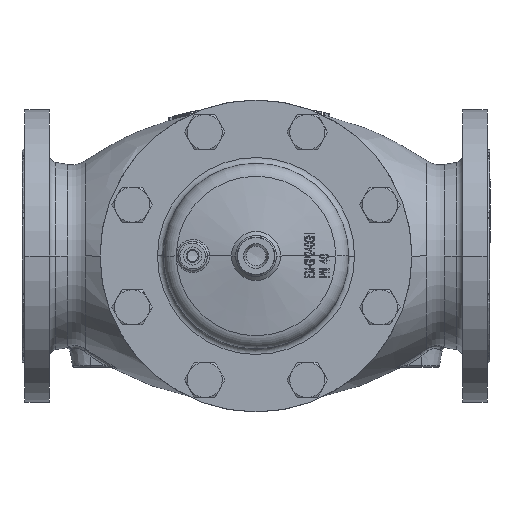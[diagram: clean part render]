
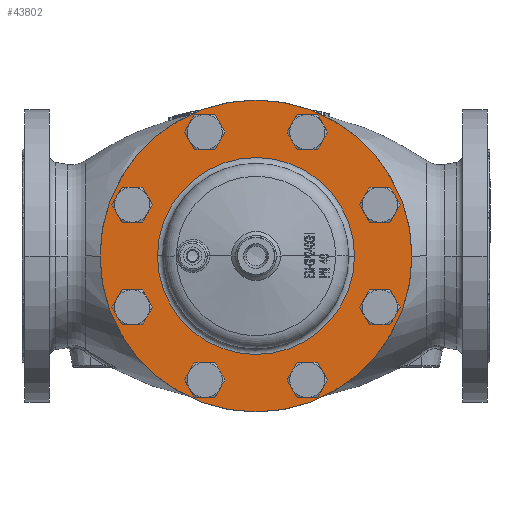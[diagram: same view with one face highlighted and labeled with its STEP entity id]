
A CAD part, front view. The second image highlights one B-rep face of the part: STEP entity #43802.
In plain terms, the highlighted planar face has unit normal (0, -1, 0).
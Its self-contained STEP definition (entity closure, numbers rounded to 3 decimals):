
#36218=CARTESIAN_POINT('',(0.,95.,0.));
#36219=DIRECTION('',(0.,1.,0.));
#36220=DIRECTION('',(-1.,0.,0.));
#36221=AXIS2_PLACEMENT_3D('',#36218,#36219,#36220);
#36238=CARTESIAN_POINT('',(0.,95.,0.));
#36239=DIRECTION('',(0.,1.,0.));
#36240=DIRECTION('',(-1.,0.,0.));
#36241=AXIS2_PLACEMENT_3D('',#36238,#36239,#36240);
#36243=CARTESIAN_POINT('',(0.,95.,0.));
#36244=DIRECTION('',(0.,1.,0.));
#36245=DIRECTION('',(1.,0.,0.));
#36246=AXIS2_PLACEMENT_3D('',#36243,#36244,#36245);
#36248=CARTESIAN_POINT('',(0.,95.,0.));
#36249=DIRECTION('',(0.,-1.,0.));
#36250=DIRECTION('',(-1.,0.,0.));
#36251=AXIS2_PLACEMENT_3D('',#36248,#36249,#36250);
#36253=CARTESIAN_POINT('',(0.,95.,0.));
#36254=DIRECTION('',(0.,-1.,0.));
#36255=DIRECTION('',(1.,0.,0.));
#36256=AXIS2_PLACEMENT_3D('',#36253,#36254,#36255);
#36258=CARTESIAN_POINT('',(-127.033,95.,52.619));
#36259=DIRECTION('',(0.,-1.,0.));
#36260=DIRECTION('',(1.,0.,0.));
#36261=AXIS2_PLACEMENT_3D('',#36258,#36259,#36260);
#36263=CARTESIAN_POINT('',(-127.033,95.,52.619));
#36264=DIRECTION('',(0.,-1.,0.));
#36265=DIRECTION('',(-1.,0.,0.));
#36266=AXIS2_PLACEMENT_3D('',#36263,#36264,#36265);
#36268=CARTESIAN_POINT('',(-52.619,95.,127.033));
#36269=DIRECTION('',(0.,-1.,0.));
#36270=DIRECTION('',(1.,0.,0.));
#36271=AXIS2_PLACEMENT_3D('',#36268,#36269,#36270);
#36273=CARTESIAN_POINT('',(-52.619,95.,127.033));
#36274=DIRECTION('',(0.,-1.,0.));
#36275=DIRECTION('',(-1.,0.,0.));
#36276=AXIS2_PLACEMENT_3D('',#36273,#36274,#36275);
#36278=CARTESIAN_POINT('',(52.619,95.,127.033));
#36279=DIRECTION('',(0.,-1.,0.));
#36280=DIRECTION('',(1.,0.,0.));
#36281=AXIS2_PLACEMENT_3D('',#36278,#36279,#36280);
#36283=CARTESIAN_POINT('',(52.619,95.,127.033));
#36284=DIRECTION('',(0.,-1.,0.));
#36285=DIRECTION('',(-1.,0.,0.));
#36286=AXIS2_PLACEMENT_3D('',#36283,#36284,#36285);
#36288=CARTESIAN_POINT('',(127.033,95.,52.619));
#36289=DIRECTION('',(0.,-1.,0.));
#36290=DIRECTION('',(1.,0.,0.));
#36291=AXIS2_PLACEMENT_3D('',#36288,#36289,#36290);
#36293=CARTESIAN_POINT('',(127.033,95.,52.619));
#36294=DIRECTION('',(0.,-1.,0.));
#36295=DIRECTION('',(-1.,0.,0.));
#36296=AXIS2_PLACEMENT_3D('',#36293,#36294,#36295);
#36298=CARTESIAN_POINT('',(127.033,95.,-52.619));
#36299=DIRECTION('',(0.,-1.,0.));
#36300=DIRECTION('',(1.,0.,0.));
#36301=AXIS2_PLACEMENT_3D('',#36298,#36299,#36300);
#36303=CARTESIAN_POINT('',(127.033,95.,-52.619));
#36304=DIRECTION('',(0.,-1.,0.));
#36305=DIRECTION('',(-1.,0.,0.));
#36306=AXIS2_PLACEMENT_3D('',#36303,#36304,#36305);
#36308=CARTESIAN_POINT('',(52.619,95.,-127.033));
#36309=DIRECTION('',(0.,-1.,0.));
#36310=DIRECTION('',(1.,0.,0.));
#36311=AXIS2_PLACEMENT_3D('',#36308,#36309,#36310);
#36313=CARTESIAN_POINT('',(52.619,95.,-127.033));
#36314=DIRECTION('',(0.,-1.,0.));
#36315=DIRECTION('',(-1.,0.,0.));
#36316=AXIS2_PLACEMENT_3D('',#36313,#36314,#36315);
#36318=CARTESIAN_POINT('',(-52.619,95.,-127.033));
#36319=DIRECTION('',(0.,-1.,0.));
#36320=DIRECTION('',(1.,0.,0.));
#36321=AXIS2_PLACEMENT_3D('',#36318,#36319,#36320);
#36323=CARTESIAN_POINT('',(-52.619,95.,-127.033));
#36324=DIRECTION('',(0.,-1.,0.));
#36325=DIRECTION('',(-1.,0.,0.));
#36326=AXIS2_PLACEMENT_3D('',#36323,#36324,#36325);
#36328=CARTESIAN_POINT('',(-127.033,95.,-52.619));
#36329=DIRECTION('',(0.,-1.,0.));
#36330=DIRECTION('',(1.,0.,0.));
#36331=AXIS2_PLACEMENT_3D('',#36328,#36329,#36330);
#36333=CARTESIAN_POINT('',(-127.033,95.,-52.619));
#36334=DIRECTION('',(0.,-1.,0.));
#36335=DIRECTION('',(-1.,0.,0.));
#36336=AXIS2_PLACEMENT_3D('',#36333,#36334,#36335);
#37476=CARTESIAN_POINT('',(0.,95.,0.));
#37477=DIRECTION('',(0.,1.,0.));
#37478=DIRECTION('',(1.,0.,0.));
#37479=AXIS2_PLACEMENT_3D('',#37476,#37477,#37478);
#41919=CARTESIAN_POINT('',(101.,95.,0.));
#41920=CARTESIAN_POINT('',(-100.995,95.,1.046));
#41921=VERTEX_POINT('',#41919);
#41922=VERTEX_POINT('',#41920);
#41923=CARTESIAN_POINT('',(-101.,95.,0.));
#41924=VERTEX_POINT('',#41923);
#41925=CARTESIAN_POINT('',(-159.882,95.,0.));
#41926=CARTESIAN_POINT('',(159.882,95.,0.));
#41927=VERTEX_POINT('',#41925);
#41928=VERTEX_POINT('',#41926);
#41929=CARTESIAN_POINT('',(100.995,95.,-1.046));
#41930=VERTEX_POINT('',#41929);
#41931=CARTESIAN_POINT('',(-113.033,95.,52.619));
#41932=CARTESIAN_POINT('',(-141.033,95.,52.619));
#41933=VERTEX_POINT('',#41931);
#41934=VERTEX_POINT('',#41932);
#41935=CARTESIAN_POINT('',(-38.619,95.,127.033));
#41936=CARTESIAN_POINT('',(-66.619,95.,127.033));
#41937=VERTEX_POINT('',#41935);
#41938=VERTEX_POINT('',#41936);
#41939=CARTESIAN_POINT('',(66.619,95.,127.033));
#41940=CARTESIAN_POINT('',(38.619,95.,127.033));
#41941=VERTEX_POINT('',#41939);
#41942=VERTEX_POINT('',#41940);
#41943=CARTESIAN_POINT('',(141.033,95.,52.619));
#41944=CARTESIAN_POINT('',(113.033,95.,52.619));
#41945=VERTEX_POINT('',#41943);
#41946=VERTEX_POINT('',#41944);
#41947=CARTESIAN_POINT('',(141.033,95.,-52.619));
#41948=CARTESIAN_POINT('',(113.033,95.,-52.619));
#41949=VERTEX_POINT('',#41947);
#41950=VERTEX_POINT('',#41948);
#41951=CARTESIAN_POINT('',(66.619,95.,-127.033));
#41952=CARTESIAN_POINT('',(38.619,95.,-127.033));
#41953=VERTEX_POINT('',#41951);
#41954=VERTEX_POINT('',#41952);
#41955=CARTESIAN_POINT('',(-38.619,95.,-127.033));
#41956=CARTESIAN_POINT('',(-66.619,95.,-127.033));
#41957=VERTEX_POINT('',#41955);
#41958=VERTEX_POINT('',#41956);
#41959=CARTESIAN_POINT('',(-113.033,95.,-52.619));
#41960=CARTESIAN_POINT('',(-141.033,95.,-52.619));
#41961=VERTEX_POINT('',#41959);
#41962=VERTEX_POINT('',#41960);
#43735=CARTESIAN_POINT('',(0.,95.,0.));
#43736=DIRECTION('',(0.,1.,0.));
#43737=DIRECTION('',(1.,0.,0.));
#43738=AXIS2_PLACEMENT_3D('',#43735,#43736,#43737);
#43739=PLANE('',#43738);
#43741=ORIENTED_EDGE('',*,*,#43740,.T.);
#43743=ORIENTED_EDGE('',*,*,#43742,.T.);
#43744=EDGE_LOOP('',(#43741,#43743));
#43745=FACE_OUTER_BOUND('',#43744,.F.);
#43747=ORIENTED_EDGE('',*,*,#43746,.T.);
#43749=ORIENTED_EDGE('',*,*,#43748,.F.);
#43750=ORIENTED_EDGE('',*,*,#43724,.T.);
#43751=ORIENTED_EDGE('',*,*,#43722,.F.);
#43752=EDGE_LOOP('',(#43747,#43749,#43750,#43751));
#43753=FACE_BOUND('',#43752,.F.);
#43755=ORIENTED_EDGE('',*,*,#43754,.T.);
#43757=ORIENTED_EDGE('',*,*,#43756,.T.);
#43758=EDGE_LOOP('',(#43755,#43757));
#43759=FACE_BOUND('',#43758,.F.);
#43761=ORIENTED_EDGE('',*,*,#43760,.T.);
#43763=ORIENTED_EDGE('',*,*,#43762,.T.);
#43764=EDGE_LOOP('',(#43761,#43763));
#43765=FACE_BOUND('',#43764,.F.);
#43767=ORIENTED_EDGE('',*,*,#43766,.T.);
#43769=ORIENTED_EDGE('',*,*,#43768,.T.);
#43770=EDGE_LOOP('',(#43767,#43769));
#43771=FACE_BOUND('',#43770,.F.);
#43773=ORIENTED_EDGE('',*,*,#43772,.T.);
#43775=ORIENTED_EDGE('',*,*,#43774,.T.);
#43776=EDGE_LOOP('',(#43773,#43775));
#43777=FACE_BOUND('',#43776,.F.);
#43779=ORIENTED_EDGE('',*,*,#43778,.T.);
#43781=ORIENTED_EDGE('',*,*,#43780,.T.);
#43782=EDGE_LOOP('',(#43779,#43781));
#43783=FACE_BOUND('',#43782,.F.);
#43785=ORIENTED_EDGE('',*,*,#43784,.T.);
#43787=ORIENTED_EDGE('',*,*,#43786,.T.);
#43788=EDGE_LOOP('',(#43785,#43787));
#43789=FACE_BOUND('',#43788,.F.);
#43791=ORIENTED_EDGE('',*,*,#43790,.T.);
#43793=ORIENTED_EDGE('',*,*,#43792,.T.);
#43794=EDGE_LOOP('',(#43791,#43793));
#43795=FACE_BOUND('',#43794,.F.);
#43797=ORIENTED_EDGE('',*,*,#43796,.T.);
#43799=ORIENTED_EDGE('',*,*,#43798,.T.);
#43800=EDGE_LOOP('',(#43797,#43799));
#43801=FACE_BOUND('',#43800,.F.);
#43802=ADVANCED_FACE('',(#43745,#43753,#43759,#43765,#43771,#43777,#43783,
#43789,#43795,#43801),#43739,.F.);
#36222=CIRCLE('',#36221,101.);
#36242=CIRCLE('',#36241,159.882);
#36247=CIRCLE('',#36246,159.882);
#36252=CIRCLE('',#36251,101.);
#36257=CIRCLE('',#36256,101.);
#36262=CIRCLE('',#36261,14.);
#36267=CIRCLE('',#36266,14.);
#36272=CIRCLE('',#36271,14.);
#36277=CIRCLE('',#36276,14.);
#36282=CIRCLE('',#36281,14.);
#36287=CIRCLE('',#36286,14.);
#36292=CIRCLE('',#36291,14.);
#36297=CIRCLE('',#36296,14.);
#36302=CIRCLE('',#36301,14.);
#36307=CIRCLE('',#36306,14.);
#36312=CIRCLE('',#36311,14.);
#36317=CIRCLE('',#36316,14.);
#36322=CIRCLE('',#36321,14.);
#36327=CIRCLE('',#36326,14.);
#36332=CIRCLE('',#36331,14.);
#36337=CIRCLE('',#36336,14.);
#37480=CIRCLE('',#37479,101.);
#43722=EDGE_CURVE('',#41924,#41922,#36222,.T.);
#43724=EDGE_CURVE('',#41921,#41922,#36257,.T.);
#43740=EDGE_CURVE('',#41927,#41928,#36242,.T.);
#43742=EDGE_CURVE('',#41928,#41927,#36247,.T.);
#43746=EDGE_CURVE('',#41924,#41930,#36252,.T.);
#43748=EDGE_CURVE('',#41921,#41930,#37480,.T.);
#43754=EDGE_CURVE('',#41933,#41934,#36262,.T.);
#43756=EDGE_CURVE('',#41934,#41933,#36267,.T.);
#43760=EDGE_CURVE('',#41937,#41938,#36272,.T.);
#43762=EDGE_CURVE('',#41938,#41937,#36277,.T.);
#43766=EDGE_CURVE('',#41941,#41942,#36282,.T.);
#43768=EDGE_CURVE('',#41942,#41941,#36287,.T.);
#43772=EDGE_CURVE('',#41945,#41946,#36292,.T.);
#43774=EDGE_CURVE('',#41946,#41945,#36297,.T.);
#43778=EDGE_CURVE('',#41949,#41950,#36302,.T.);
#43780=EDGE_CURVE('',#41950,#41949,#36307,.T.);
#43784=EDGE_CURVE('',#41953,#41954,#36312,.T.);
#43786=EDGE_CURVE('',#41954,#41953,#36317,.T.);
#43790=EDGE_CURVE('',#41957,#41958,#36322,.T.);
#43792=EDGE_CURVE('',#41958,#41957,#36327,.T.);
#43796=EDGE_CURVE('',#41961,#41962,#36332,.T.);
#43798=EDGE_CURVE('',#41962,#41961,#36337,.T.);
